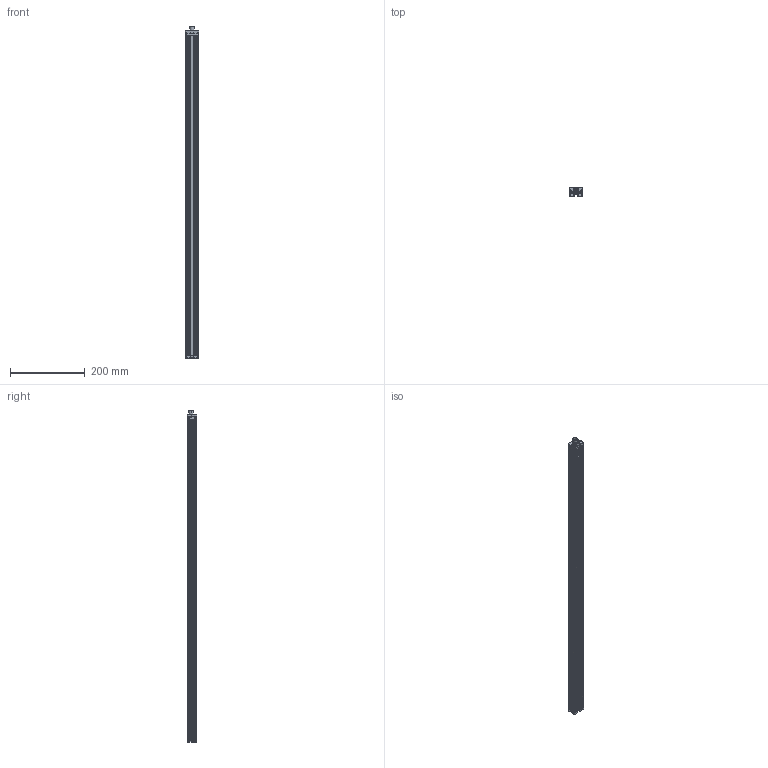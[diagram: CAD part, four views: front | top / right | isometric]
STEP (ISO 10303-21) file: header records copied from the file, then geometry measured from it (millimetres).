
FILE_DESCRIPTION (( 'STEP AP214' ), '1' );
FILE_NAME ('TF1-800-001-___-102.STEP', '2017-08-02T13:15:08', ( 'dummy' ), ( 'Microsoft' ), 'SwSTEP 2.0', 'SolidWorks 2014', '' );
FILE_SCHEMA (( 'AUTOMOTIVE_DESIGN' ));
Length unit declared in the file: millimetre
Products named in the file (1): TF1-800-001-___-102
Bounding box: 35 x 25.05 x 889.5 mm (x, y, z)
Surface area: 149741.9 mm2 (no closed solid volume)
Topology: 0 solids, 25 shells, 331 faces, 1707 edges, 1372 vertices
Faces by surface type: plane 172, cylinder 130, cone 15, torus 14
Entity records: 20736 total; most frequent: CARTESIAN_POINT 3934, DIRECTION 2863, ORIENTED_EDGE 2263, EDGE_CURVE 1707, VERTEX_POINT 1372, VECTOR 983, LINE 983, AXIS2_PLACEMENT_3D 940
